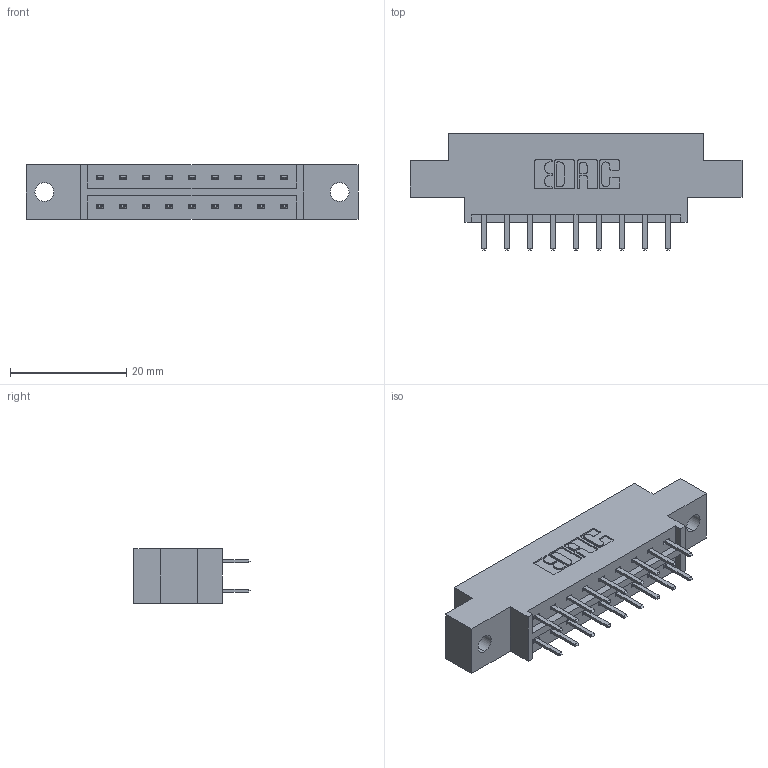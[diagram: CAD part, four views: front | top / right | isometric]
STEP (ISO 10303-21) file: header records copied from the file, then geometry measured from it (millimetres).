
FILE_DESCRIPTION (( 'STEP AP203' ), '1' );
FILE_NAME ('333-018-520-802.STEP', '2019-08-09T12:44:25', ( '' ), ( '' ), 'SwSTEP 2.0', 'SolidWorks 2016', '' );
FILE_SCHEMA (( 'CONFIG_CONTROL_DESIGN' ));
Length unit declared in the file: inch
Products named in the file (3): 345-292-001_345-293-120; 333 Part_Offset - .128 Dia; 333-018-520-802
Assembly tree (19 placements, depth 2):
  333-018-520-802
    333 Part_Offset - .128 Dia
    345-292-001_345-293-120  x18
Bounding box: 57.2 x 20.02 x 9.4 mm (x, y, z)
Volume: 5258.9 mm3; surface area: 5789.2 mm2
Topology: 19 solids, 19 shells, 1126 faces, 3257 edges, 2122 vertices
Faces by surface type: plane 758, cylinder 368
Entity records: 10307 total; most frequent: CARTESIAN_POINT 1762, ORIENTED_EDGE 1686, DIRECTION 1551, EDGE_CURVE 843, LINE 711, VECTOR 711, VERTEX_POINT 558, AXIS2_PLACEMENT_3D 420
